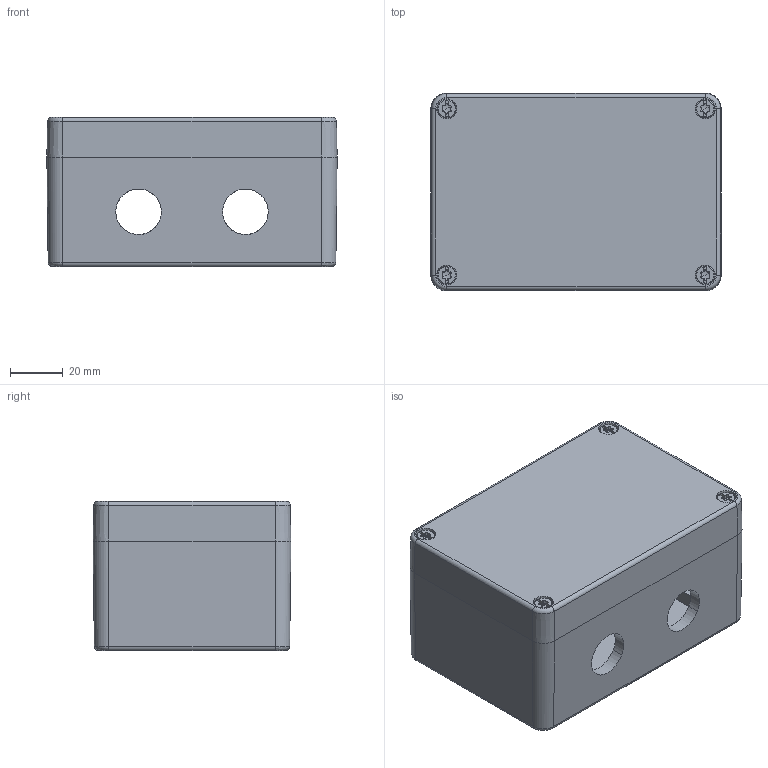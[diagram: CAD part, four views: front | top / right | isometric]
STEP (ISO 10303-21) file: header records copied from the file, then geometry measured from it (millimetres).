
FILE_DESCRIPTION(('CATIA V5 STEP Exchange','CAx-IF Rec.Pracs.--- Model Styling and Organization---1.5--- 2016-08-15','CAx-IF Rec.Pracs.---Supplemental Geometry---1.0---2011-11-01','CAx-IF Rec.Pracs.--- Composite Materials ---1.1---2010-07-15'),'2;1');
FILE_NAME ('031763-1_0', '2025-11-18T13:27:58+00:00', ('none'), ('Weidmueller'), 'CATIA Version 5-6 Release 2024 SP4', 'CATIA V5 STEP AP214 v3', 'none');
FILE_SCHEMA(('AUTOMOTIVE_DESIGN { 1 0 10303 214 1 1 1 1 }'));
Length unit declared in the file: millimetre
Products named in the file (1): 8000004161
Bounding box: 110 x 75 x 56.5 mm (x, y, z)
Volume: 173358.7 mm3; surface area: 73736.1 mm2
Topology: 1 solids, 5 shells, 555 faces, 1301 edges, 781 vertices
Faces by surface type: plane 199, cylinder 176, cone 132, torus 32, bspline 8, sphere 8
Entity records: 15478 total; most frequent: CARTESIAN_POINT 3804, ORIENTED_EDGE 2586, DIRECTION 1959, EDGE_CURVE 1293, AXIS2_PLACEMENT_3D 939, VERTEX_POINT 781, VECTOR 636, LINE 636
